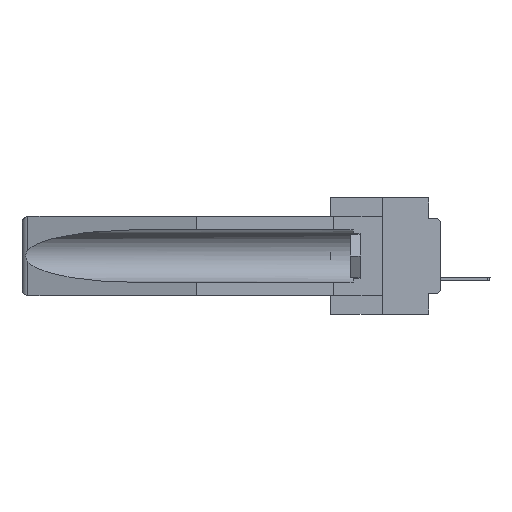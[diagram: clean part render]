
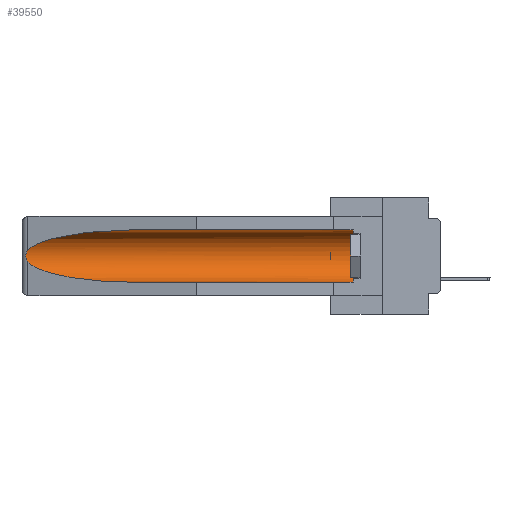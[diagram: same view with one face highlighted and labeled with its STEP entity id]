
A CAD part, left-side view. The second image highlights one B-rep face of the part: STEP entity #39550.
In plain terms, the highlighted cylindrical face has radius 2.857 mm (diameter 5.715 mm), a partial arc.
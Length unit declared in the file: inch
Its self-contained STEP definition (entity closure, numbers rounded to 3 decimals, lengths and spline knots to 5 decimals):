
#841 = CARTESIAN_POINT ( 'NONE',  ( 0.2675, 1.53308, -0.17534 ) ) ;
#1235 = EDGE_CURVE ( 'NONE', #10039, #17383, #7238, .T. ) ;
#2473 = ORIENTED_EDGE ( 'NONE', *, *, #4327, .T. ) ;
#2643 = DIRECTION ( 'NONE',  ( 0., 0., 1. ) ) ;
#3875 = CARTESIAN_POINT ( 'NONE',  ( 0.26537, 1.52718, -0.19328 ) ) ;
#3938 = CARTESIAN_POINT ( 'NONE',  ( 0.2673, 1.53269, -0.17917 ) ) ;
#4327 = EDGE_CURVE ( 'NONE', #5230, #16866, #21630, .T. ) ;
#4814 = VECTOR ( 'NONE', #30794, 39.37008 ) ;
#5006 = EDGE_CURVE ( 'NONE', #10039, #32243, #7905, .T. ) ;
#5230 = VERTEX_POINT ( 'NONE', #9365 ) ;
#5617 = DIRECTION ( 'NONE',  ( 0., 1., 0. ) ) ;
#7042 = CARTESIAN_POINT ( 'NONE',  ( 0.26597, 1.5296, -0.19026 ) ) ;
#7238 = LINE ( 'NONE', #23881, #23148 ) ;
#7761 = CYLINDRICAL_SURFACE ( 'NONE', #12211, 0.1125 ) ;
#7905 = CIRCLE ( 'NONE', #10845, 0.1125 ) ;
#8112 = ORIENTED_EDGE ( 'NONE', *, *, #15112, .T. ) ;
#9268 = EDGE_LOOP ( 'NONE', ( #2473, #20571, #27703, #12421, #30480, #8112 ) ) ;
#9365 = CARTESIAN_POINT ( 'NONE',  ( 0.155, 1.07973, -0.059 ) ) ;
#9663 = CARTESIAN_POINT ( 'NONE',  ( 0.155, 1.07973, -0.284 ) ) ;
#10039 = VERTEX_POINT ( 'NONE', #39906 ) ;
#10069 = CARTESIAN_POINT ( 'NONE',  ( 0.25451, 1.48313, -0.24835 ) ) ;
#10186 = CARTESIAN_POINT ( 'NONE',  ( 0.26537, 1.52718, -0.14972 ) ) ;
#10845 = AXIS2_PLACEMENT_3D ( 'NONE', #32538, #35631, #20194 ) ;
#12211 = AXIS2_PLACEMENT_3D ( 'NONE', #26386, #5617, #2643 ) ;
#12421 = ORIENTED_EDGE ( 'NONE', *, *, #1235, .F. ) ;
#13103 = CARTESIAN_POINT ( 'NONE',  ( 0.26537, 1.52718, -0.14972 ) ) ;
#15112 = EDGE_CURVE ( 'NONE', #32243, #5230, #22665, .T. ) ;
#16184 = CARTESIAN_POINT ( 'NONE',  ( 0.2673, 1.5327, -0.16383 ) ) ;
#16200 = B_SPLINE_CURVE_WITH_KNOTS ( 'NONE', 3,
 ( #13103, #37672, #34599, #16184, #19292, #841, #3938, #28708, #7042, #31662 ),
 .UNSPECIFIED., .F., .F.,
 ( 4, 2, 2, 2, 4 ),
 ( 0., 0.00029, 0.00058, 0.00087, 0.00117 ),
 .UNSPECIFIED. ) ;
#16388 = CARTESIAN_POINT ( 'NONE',  ( 0.25451, 1.48313, -0.09465 ) ) ;
#16866 = VERTEX_POINT ( 'NONE', #17788 ) ;
#17383 = VERTEX_POINT ( 'NONE', #35487 ) ;
#17788 = CARTESIAN_POINT ( 'NONE',  ( 0.26537, 1.52718, -0.14972 ) ) ;
#18834 = CARTESIAN_POINT ( 'NONE',  ( 0.26537, 1.52718, -0.19328 ) ) ;
#19292 = CARTESIAN_POINT ( 'NONE',  ( 0.2675, 1.53308, -0.16763 ) ) ;
#20194 = DIRECTION ( 'NONE',  ( 0., 0., 1. ) ) ;
#20405 =( BOUNDED_CURVE ( )  B_SPLINE_CURVE ( 3, ( #3875, #10069, #34802, #9663 ),
 .UNSPECIFIED., .F., .F. ) 
 B_SPLINE_CURVE_WITH_KNOTS ( ( 4, 4 ),
 ( 0.1948, 1.5708 ),
 .UNSPECIFIED. ) 
 CURVE ( )  GEOMETRIC_REPRESENTATION_ITEM ( )  RATIONAL_B_SPLINE_CURVE ( ( 1., 0.848, 0.848, 1. ) ) 
 REPRESENTATION_ITEM ( '' )  );
#20571 = ORIENTED_EDGE ( 'NONE', *, *, #33910, .T. ) ;
#20782 = FACE_OUTER_BOUND ( 'NONE', #9268, .T. ) ;
#21630 =( BOUNDED_CURVE ( )  B_SPLINE_CURVE ( 3, ( #38269, #28908, #16388, #10186 ),
 .UNSPECIFIED., .F., .F. ) 
 B_SPLINE_CURVE_WITH_KNOTS ( ( 4, 4 ),
 ( 4.71239, 6.08839 ),
 .UNSPECIFIED. ) 
 CURVE ( )  GEOMETRIC_REPRESENTATION_ITEM ( )  RATIONAL_B_SPLINE_CURVE ( ( 1., 0.848, 0.848, 1. ) ) 
 REPRESENTATION_ITEM ( '' )  );
#22665 = LINE ( 'NONE', #36681, #4814 ) ;
#23148 = VECTOR ( 'NONE', #32987, 39.37008 ) ;
#23881 = CARTESIAN_POINT ( 'NONE',  ( 0.155, -0.30754, -0.284 ) ) ;
#26386 = CARTESIAN_POINT ( 'NONE',  ( 0.155, -0.30754, -0.1715 ) ) ;
#27131 = EDGE_CURVE ( 'NONE', #32502, #17383, #20405, .T. ) ;
#27703 = ORIENTED_EDGE ( 'NONE', *, *, #27131, .T. ) ;
#28708 = CARTESIAN_POINT ( 'NONE',  ( 0.26655, 1.53094, -0.18657 ) ) ;
#28908 = CARTESIAN_POINT ( 'NONE',  ( 0.21114, 1.30732, -0.059 ) ) ;
#30480 = ORIENTED_EDGE ( 'NONE', *, *, #5006, .T. ) ;
#30794 = DIRECTION ( 'NONE',  ( 0., 1., 0. ) ) ;
#31662 = CARTESIAN_POINT ( 'NONE',  ( 0.26537, 1.52718, -0.19328 ) ) ;
#32243 = VERTEX_POINT ( 'NONE', #38457 ) ;
#32502 = VERTEX_POINT ( 'NONE', #18834 ) ;
#32538 = CARTESIAN_POINT ( 'NONE',  ( 0.155, 0.126, -0.1715 ) ) ;
#32987 = DIRECTION ( 'NONE',  ( 0., 1., 0. ) ) ;
#33910 = EDGE_CURVE ( 'NONE', #16866, #32502, #16200, .T. ) ;
#34599 = CARTESIAN_POINT ( 'NONE',  ( 0.26654, 1.53092, -0.15636 ) ) ;
#34802 = CARTESIAN_POINT ( 'NONE',  ( 0.21114, 1.30732, -0.284 ) ) ;
#35487 = CARTESIAN_POINT ( 'NONE',  ( 0.155, 1.07973, -0.284 ) ) ;
#35631 = DIRECTION ( 'NONE',  ( 0., -1., 0. ) ) ;
#36681 = CARTESIAN_POINT ( 'NONE',  ( 0.155, -0.30754, -0.059 ) ) ;
#37672 = CARTESIAN_POINT ( 'NONE',  ( 0.26597, 1.52961, -0.15275 ) ) ;
#38269 = CARTESIAN_POINT ( 'NONE',  ( 0.155, 1.07973, -0.059 ) ) ;
#38457 = CARTESIAN_POINT ( 'NONE',  ( 0.155, 0.126, -0.059 ) ) ;
#39550 = ADVANCED_FACE ( 'NONE', ( #20782 ), #7761, .F. ) ;
#39906 = CARTESIAN_POINT ( 'NONE',  ( 0.155, 0.126, -0.284 ) ) ;
